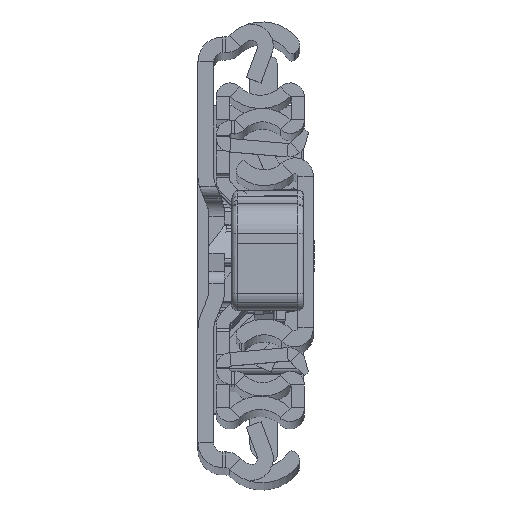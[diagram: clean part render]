
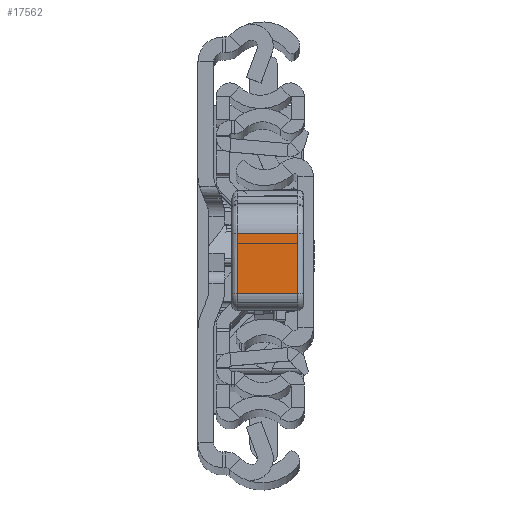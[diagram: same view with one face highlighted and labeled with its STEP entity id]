
A CAD part, top view. The second image highlights one B-rep face of the part: STEP entity #17562.
In plain terms, the highlighted face is planar.
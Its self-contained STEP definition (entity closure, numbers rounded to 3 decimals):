
#841 = CARTESIAN_POINT ( 'NONE',  ( 39.55, -12.274, 0. ) ) ;
#1953 = EDGE_LOOP ( 'NONE', ( #32648, #11439, #7087, #3894 ) ) ;
#2461 = DIRECTION ( 'NONE',  ( -1., 0.027, 0. ) ) ;
#2890 = CARTESIAN_POINT ( 'NONE',  ( 39.55, -12.274, 10. ) ) ;
#3596 = DIRECTION ( 'NONE',  ( 0., 0., -1. ) ) ;
#3894 = ORIENTED_EDGE ( 'NONE', *, *, #29171, .T. ) ;
#7053 = CARTESIAN_POINT ( 'NONE',  ( 39.818, -2.465, 11. ) ) ;
#7087 = ORIENTED_EDGE ( 'NONE', *, *, #8999, .T. ) ;
#7557 = VECTOR ( 'NONE', #3596, 1000. ) ;
#7803 = DIRECTION ( 'NONE',  ( -0.027, -1., 0. ) ) ;
#7969 = FACE_OUTER_BOUND ( 'NONE', #1953, .T. ) ;
#8277 = CARTESIAN_POINT ( 'NONE',  ( 39.55, -12.274, 10. ) ) ;
#8495 = VECTOR ( 'NONE', #16993, 1000. ) ;
#8999 = EDGE_CURVE ( 'NONE', #23482, #28386, #19497, .T. ) ;
#9513 = AXIS2_PLACEMENT_3D ( 'NONE', #15080, #2461, #7803 ) ;
#11326 = LINE ( 'NONE', #21446, #31725 ) ;
#11439 = ORIENTED_EDGE ( 'NONE', *, *, #18494, .T. ) ;
#11916 = VERTEX_POINT ( 'NONE', #8277 ) ;
#13543 = DIRECTION ( 'NONE',  ( -0.027, -1., 0. ) ) ;
#14192 = VECTOR ( 'NONE', #13543, 1000. ) ;
#15080 = CARTESIAN_POINT ( 'NONE',  ( 39.55, -12.274, 11. ) ) ;
#16444 = EDGE_CURVE ( 'NONE', #11916, #18723, #28668, .T. ) ;
#16678 = CARTESIAN_POINT ( 'NONE',  ( 39.55, -12.274, 11. ) ) ;
#16993 = DIRECTION ( 'NONE',  ( 0., 0., 1. ) ) ;
#17562 = ADVANCED_FACE ( 'NONE', ( #7969 ), #20410, .F. ) ;
#18494 = EDGE_CURVE ( 'NONE', #18723, #23482, #11326, .T. ) ;
#18723 = VERTEX_POINT ( 'NONE', #841 ) ;
#19497 = LINE ( 'NONE', #7053, #8495 ) ;
#20410 = PLANE ( 'NONE',  #9513 ) ;
#21173 = LINE ( 'NONE', #2890, #14192 ) ;
#21446 = CARTESIAN_POINT ( 'NONE',  ( 39.55, -12.274, 0. ) ) ;
#23482 = VERTEX_POINT ( 'NONE', #24392 ) ;
#24392 = CARTESIAN_POINT ( 'NONE',  ( 39.818, -2.465, 0. ) ) ;
#28386 = VERTEX_POINT ( 'NONE', #30938 ) ;
#28668 = LINE ( 'NONE', #16678, #7557 ) ;
#29171 = EDGE_CURVE ( 'NONE', #28386, #11916, #21173, .T. ) ;
#30938 = CARTESIAN_POINT ( 'NONE',  ( 39.818, -2.465, 10. ) ) ;
#31587 = DIRECTION ( 'NONE',  ( 0.027, 1., 0. ) ) ;
#31725 = VECTOR ( 'NONE', #31587, 1000. ) ;
#32648 = ORIENTED_EDGE ( 'NONE', *, *, #16444, .T. ) ;
